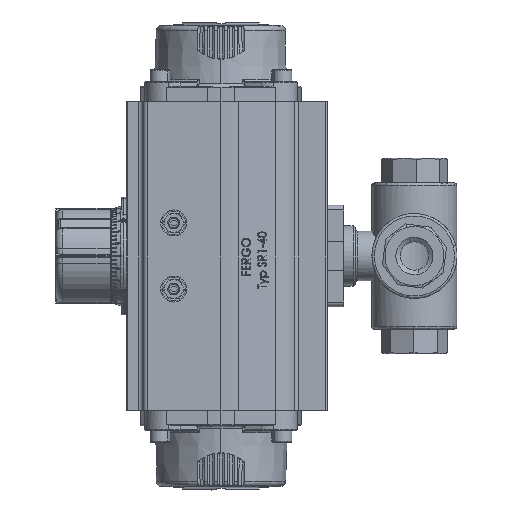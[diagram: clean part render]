
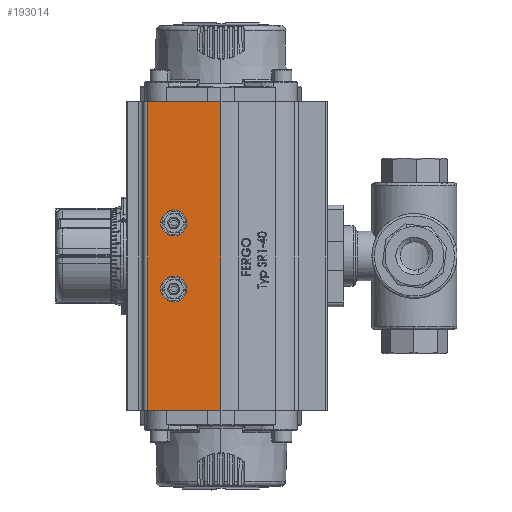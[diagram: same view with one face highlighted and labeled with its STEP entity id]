
A CAD part, front view. The second image highlights one B-rep face of the part: STEP entity #193014.
In plain terms, the highlighted face is planar.
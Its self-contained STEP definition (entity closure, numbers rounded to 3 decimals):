
#2496 = ORIENTED_EDGE ( 'NONE', *, *, #84755, .T. ) ;
#3252 = CARTESIAN_POINT ( 'NONE',  ( -13.677, 2., 35. ) ) ;
#4463 = LINE ( 'NONE', #148514, #111767 ) ;
#5605 = DIRECTION ( 'NONE',  ( 0., 0., -1. ) ) ;
#10781 = EDGE_CURVE ( 'NONE', #58507, #113245, #180976, .T. ) ;
#15121 = CARTESIAN_POINT ( 'NONE',  ( -13.677, 13., 35. ) ) ;
#15572 = LINE ( 'NONE', #206522, #186011 ) ;
#16326 = CARTESIAN_POINT ( 'NONE',  ( -65.127, 10.612, 35. ) ) ;
#18757 = CARTESIAN_POINT ( 'NONE',  ( 14.323, 2., 35. ) ) ;
#24390 = CARTESIAN_POINT ( 'NONE',  ( 14.323, 7.5, 35. ) ) ;
#24590 = EDGE_LOOP ( 'NONE', ( #184042, #140417, #61678, #181312 ) ) ;
#27662 = EDGE_CURVE ( 'NONE', #177702, #37366, #15572, .T. ) ;
#35573 = CARTESIAN_POINT ( 'NONE',  ( 65.773, -12.5, 35. ) ) ;
#36097 = CIRCLE ( 'NONE', #152782, 5.5 ) ;
#37366 = VERTEX_POINT ( 'NONE', #127727 ) ;
#43720 = DIRECTION ( 'NONE',  ( 0., -1., 0. ) ) ;
#45885 = DIRECTION ( 'NONE',  ( -1., 0., 0. ) ) ;
#46062 = CARTESIAN_POINT ( 'NONE',  ( 65.773, 18.5, 35. ) ) ;
#46745 = ORIENTED_EDGE ( 'NONE', *, *, #10781, .T. ) ;
#48875 = EDGE_CURVE ( 'NONE', #110948, #177702, #58241, .T. ) ;
#49791 = DIRECTION ( 'NONE',  ( 0., 0., -1. ) ) ;
#51180 = ORIENTED_EDGE ( 'NONE', *, *, #197353, .T. ) ;
#57385 = EDGE_CURVE ( 'NONE', #110948, #195907, #4463, .T. ) ;
#58241 = LINE ( 'NONE', #75936, #162921 ) ;
#58507 = VERTEX_POINT ( 'NONE', #3252 ) ;
#60312 = DIRECTION ( 'NONE',  ( 0., 1., 0. ) ) ;
#61678 = ORIENTED_EDGE ( 'NONE', *, *, #27662, .T. ) ;
#61729 = EDGE_LOOP ( 'NONE', ( #46745, #107045 ) ) ;
#66884 = CIRCLE ( 'NONE', #104099, 5.5 ) ;
#67084 = AXIS2_PLACEMENT_3D ( 'NONE', #24390, #5605, #86025 ) ;
#75936 = CARTESIAN_POINT ( 'NONE',  ( 65.773, -5.308, 35. ) ) ;
#76592 = DIRECTION ( 'NONE',  ( 0., 0., -1. ) ) ;
#79701 = DIRECTION ( 'NONE',  ( 0., -1., 0. ) ) ;
#80501 = FACE_OUTER_BOUND ( 'NONE', #24590, .T. ) ;
#82573 = CARTESIAN_POINT ( 'NONE',  ( 0.323, -12.5, 35. ) ) ;
#84755 = EDGE_CURVE ( 'NONE', #108639, #142753, #200332, .T. ) ;
#86025 = DIRECTION ( 'NONE',  ( 0., -1., 0. ) ) ;
#93057 = CARTESIAN_POINT ( 'NONE',  ( -65.127, -12.5, 35. ) ) ;
#95467 = CARTESIAN_POINT ( 'NONE',  ( 14.323, 7.5, 35. ) ) ;
#102405 = FACE_BOUND ( 'NONE', #204120, .T. ) ;
#104099 = AXIS2_PLACEMENT_3D ( 'NONE', #95467, #76592, #79701 ) ;
#107045 = ORIENTED_EDGE ( 'NONE', *, *, #195261, .T. ) ;
#108354 = LINE ( 'NONE', #16326, #112329 ) ;
#108639 = VERTEX_POINT ( 'NONE', #18757 ) ;
#110948 = VERTEX_POINT ( 'NONE', #35573 ) ;
#111767 = VECTOR ( 'NONE', #167249, 1000. ) ;
#112329 = VECTOR ( 'NONE', #188551, 1000. ) ;
#113245 = VERTEX_POINT ( 'NONE', #15121 ) ;
#127727 = CARTESIAN_POINT ( 'NONE',  ( -65.127, 18.5, 35. ) ) ;
#129116 = DIRECTION ( 'NONE',  ( 0., -1., 0. ) ) ;
#131628 = PLANE ( 'NONE',  #148078 ) ;
#133795 = EDGE_CURVE ( 'NONE', #37366, #195907, #108354, .T. ) ;
#137715 = AXIS2_PLACEMENT_3D ( 'NONE', #139797, #173084, #43720 ) ;
#139797 = CARTESIAN_POINT ( 'NONE',  ( -13.677, 7.5, 35. ) ) ;
#140417 = ORIENTED_EDGE ( 'NONE', *, *, #48875, .T. ) ;
#142753 = VERTEX_POINT ( 'NONE', #149233 ) ;
#148078 = AXIS2_PLACEMENT_3D ( 'NONE', #82573, #165951, #148225 ) ;
#148225 = DIRECTION ( 'NONE',  ( 0., 1., 0. ) ) ;
#148514 = CARTESIAN_POINT ( 'NONE',  ( 0.323, -12.5, 35. ) ) ;
#149233 = CARTESIAN_POINT ( 'NONE',  ( 14.323, 13., 35. ) ) ;
#152782 = AXIS2_PLACEMENT_3D ( 'NONE', #188591, #49791, #129116 ) ;
#162921 = VECTOR ( 'NONE', #60312, 1000. ) ;
#165951 = DIRECTION ( 'NONE',  ( 0., 0., 1. ) ) ;
#167249 = DIRECTION ( 'NONE',  ( -1., 0., 0. ) ) ;
#173084 = DIRECTION ( 'NONE',  ( 0., 0., -1. ) ) ;
#177702 = VERTEX_POINT ( 'NONE', #46062 ) ;
#180976 = CIRCLE ( 'NONE', #137715, 5.5 ) ;
#181312 = ORIENTED_EDGE ( 'NONE', *, *, #133795, .T. ) ;
#184042 = ORIENTED_EDGE ( 'NONE', *, *, #57385, .F. ) ;
#186011 = VECTOR ( 'NONE', #45885, 1000. ) ;
#188551 = DIRECTION ( 'NONE',  ( 0., -1., 0. ) ) ;
#188591 = CARTESIAN_POINT ( 'NONE',  ( -13.677, 7.5, 35. ) ) ;
#193014 = ADVANCED_FACE ( 'NONE', ( #80501, #194094, #102405 ), #131628, .T. ) ;
#194094 = FACE_BOUND ( 'NONE', #61729, .T. ) ;
#195261 = EDGE_CURVE ( 'NONE', #113245, #58507, #36097, .T. ) ;
#195907 = VERTEX_POINT ( 'NONE', #93057 ) ;
#197353 = EDGE_CURVE ( 'NONE', #142753, #108639, #66884, .T. ) ;
#200332 = CIRCLE ( 'NONE', #67084, 5.5 ) ;
#204120 = EDGE_LOOP ( 'NONE', ( #2496, #51180 ) ) ;
#206522 = CARTESIAN_POINT ( 'NONE',  ( 0.323, 18.5, 35. ) ) ;
